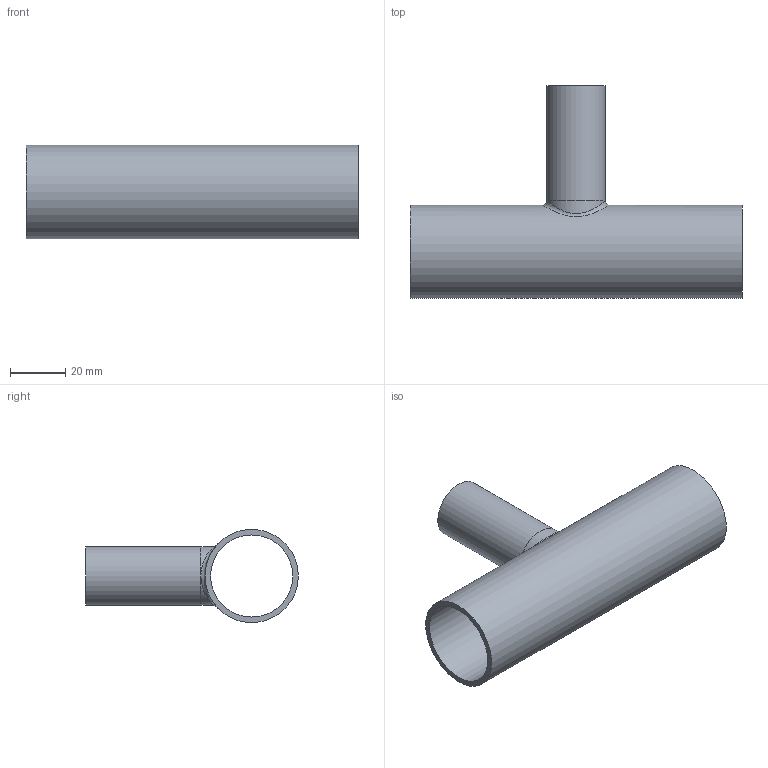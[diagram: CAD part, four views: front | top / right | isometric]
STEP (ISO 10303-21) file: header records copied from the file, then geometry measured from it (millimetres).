
FILE_DESCRIPTION(/* description */ ('DOCKWEILER AG - 19306 Germany - An der Autobahn 10/20'),/* implementation_level */ '2;1');
FILE_NAME(/* name */ 'T_33,7x2_21,3x1,6_L120_l60_V00.ipt.stp',/* time_stamp */ '2014-07-04T12:10:25+02:00',/* author */ ('DOCKWEILER AG - 19306 Germany - An der Autobahn 10/20'),/* organization */ ('DOCKWEILER AG - 19306 Germany - An der Autobahn 10/20'),/* preprocessor_version */ 'ST-DEVELOPER v15.6',/* originating_system */ 'Autodesk Inventor 2015',/* authorisation */ '');
FILE_SCHEMA (('CONFIG_CONTROL_DESIGN'));
Length unit declared in the file: millimetre
Products named in the file (1): T_33,7x2_21,3x1,6_L120_l60_V00
Bounding box: 120 x 76.85 x 33.7 mm (x, y, z)
Volume: 27792 mm3; surface area: 29571.3 mm2
Topology: 2 solids, 2 shells, 14 faces, 31 edges, 20 vertices
Faces by surface type: cylinder 7, plane 5, bspline 2
Full cylindrical faces by diameter (mm): 18.1 x2, 21.3 x1, 29.7 x1, 33.7 x1
Entity records: 3103 total; most frequent: CARTESIAN_POINT 2809, DIRECTION 52, ORIENTED_EDGE 38, EDGE_LOOP 26, AXIS2_PLACEMENT_3D 26, EDGE_CURVE 19, STYLED_ITEM 16, VERTEX_POINT 15
